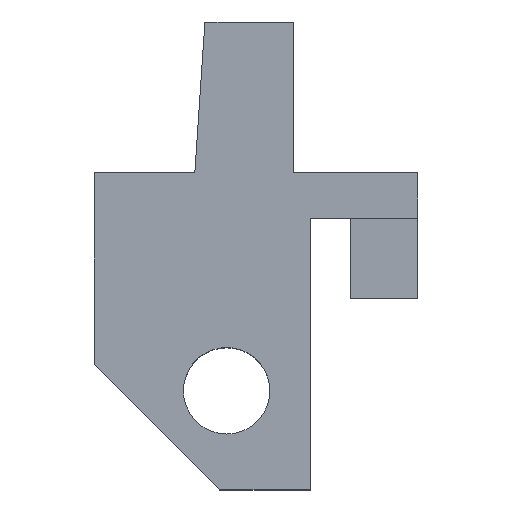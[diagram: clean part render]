
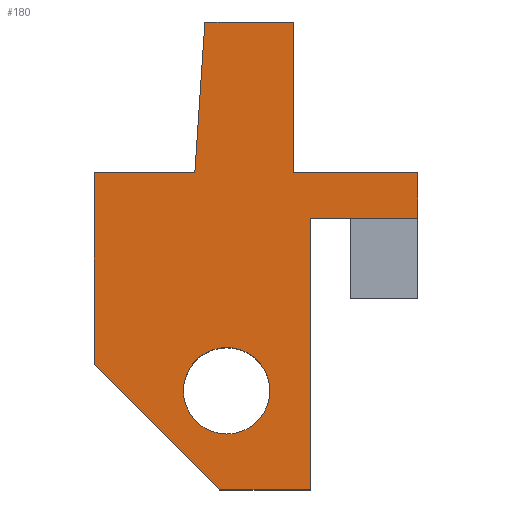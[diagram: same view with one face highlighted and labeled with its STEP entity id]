
A CAD part, top view. The second image highlights one B-rep face of the part: STEP entity #180.
In plain terms, the highlighted planar face has unit normal (0, 0, 1).
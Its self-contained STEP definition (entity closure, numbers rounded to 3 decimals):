
#57=PLANE('',#418);
#87=LINE('',#543,#132);
#91=LINE('',#551,#136);
#94=LINE('',#557,#139);
#97=LINE('',#563,#142);
#100=LINE('',#569,#145);
#103=LINE('',#575,#148);
#106=LINE('',#581,#151);
#109=LINE('',#587,#154);
#112=LINE('',#593,#157);
#115=LINE('',#599,#160);
#117=LINE('',#603,#162);
#132=VECTOR('',#449,1.);
#136=VECTOR('',#455,1.);
#139=VECTOR('',#460,1.);
#142=VECTOR('',#465,1.);
#145=VECTOR('',#470,1.);
#148=VECTOR('',#475,1.);
#151=VECTOR('',#480,1.);
#154=VECTOR('',#485,1.);
#157=VECTOR('',#490,1.);
#160=VECTOR('',#495,1.);
#162=VECTOR('',#501,1.);
#180=ADVANCED_FACE('',(#186,#187),#57,.T.);
#186=FACE_BOUND('',#207,.T.);
#187=FACE_BOUND('',#208,.T.);
#207=EDGE_LOOP('',(#291));
#208=EDGE_LOOP('',(#292,#293,#294,#295,#296,#297,#298,#299,#300,#301,#302));
#291=ORIENTED_EDGE('',*,*,#335,.F.);
#292=ORIENTED_EDGE('',*,*,#381,.F.);
#293=ORIENTED_EDGE('',*,*,#351,.F.);
#294=ORIENTED_EDGE('',*,*,#355,.F.);
#295=ORIENTED_EDGE('',*,*,#358,.F.);
#296=ORIENTED_EDGE('',*,*,#361,.F.);
#297=ORIENTED_EDGE('',*,*,#364,.F.);
#298=ORIENTED_EDGE('',*,*,#367,.F.);
#299=ORIENTED_EDGE('',*,*,#370,.F.);
#300=ORIENTED_EDGE('',*,*,#373,.F.);
#301=ORIENTED_EDGE('',*,*,#376,.F.);
#302=ORIENTED_EDGE('',*,*,#379,.F.);
#303=VERTEX_POINT('',#510);
#315=VERTEX_POINT('',#542);
#316=VERTEX_POINT('',#544);
#318=VERTEX_POINT('',#550);
#320=VERTEX_POINT('',#556);
#322=VERTEX_POINT('',#562);
#324=VERTEX_POINT('',#568);
#326=VERTEX_POINT('',#574);
#328=VERTEX_POINT('',#580);
#330=VERTEX_POINT('',#586);
#332=VERTEX_POINT('',#592);
#334=VERTEX_POINT('',#598);
#335=EDGE_CURVE('',#303,#303,#382,.T.);
#351=EDGE_CURVE('',#315,#316,#87,.T.);
#355=EDGE_CURVE('',#318,#315,#91,.T.);
#358=EDGE_CURVE('',#320,#318,#94,.T.);
#361=EDGE_CURVE('',#322,#320,#97,.T.);
#364=EDGE_CURVE('',#324,#322,#100,.T.);
#367=EDGE_CURVE('',#326,#324,#103,.T.);
#370=EDGE_CURVE('',#328,#326,#106,.T.);
#373=EDGE_CURVE('',#330,#328,#109,.T.);
#376=EDGE_CURVE('',#332,#330,#112,.T.);
#379=EDGE_CURVE('',#334,#332,#115,.T.);
#381=EDGE_CURVE('',#316,#334,#117,.T.);
#382=CIRCLE('',#399,1.29);
#399=AXIS2_PLACEMENT_3D('',#509,#421,#422);
#418=AXIS2_PLACEMENT_3D('',#605,#504,#505);
#421=DIRECTION('',(0.,0.,1.));
#422=DIRECTION('',(1.,0.,0.));
#449=DIRECTION('',(0.,-1.,0.));
#455=DIRECTION('',(1.,0.,0.));
#460=DIRECTION('',(0.,-1.,0.));
#465=DIRECTION('',(1.,0.,0.));
#470=DIRECTION('',(0.067,0.998,0.));
#475=DIRECTION('',(1.,0.,0.));
#480=DIRECTION('',(0.,1.,0.));
#485=DIRECTION('',(-0.707,0.707,0.));
#490=DIRECTION('',(-1.,0.,0.));
#495=DIRECTION('',(0.,-1.,0.));
#501=DIRECTION('',(-1.,0.,0.));
#504=DIRECTION('',(0.,0.,1.));
#505=DIRECTION('',(1.,0.,0.));
#509=CARTESIAN_POINT('',(3.95,-6.5,5.95));
#510=CARTESIAN_POINT('',(5.24,-6.5,5.95));
#542=CARTESIAN_POINT('',(9.65,0.,5.95));
#543=CARTESIAN_POINT('',(9.65,0.,5.95));
#544=CARTESIAN_POINT('',(9.65,-1.35,5.95));
#550=CARTESIAN_POINT('',(5.95,0.,5.95));
#551=CARTESIAN_POINT('',(5.95,0.,5.95));
#556=CARTESIAN_POINT('',(5.95,4.5,5.95));
#557=CARTESIAN_POINT('',(5.95,4.5,5.95));
#562=CARTESIAN_POINT('',(3.3,4.5,5.95));
#563=CARTESIAN_POINT('',(3.3,4.5,5.95));
#568=CARTESIAN_POINT('',(3.,0.,5.95));
#569=CARTESIAN_POINT('',(3.,0.,5.95));
#574=CARTESIAN_POINT('',(0.,0.,5.95));
#575=CARTESIAN_POINT('',(0.,0.,5.95));
#580=CARTESIAN_POINT('',(0.,-5.707,5.95));
#581=CARTESIAN_POINT('',(0.,-5.707,5.95));
#586=CARTESIAN_POINT('',(3.743,-9.45,5.95));
#587=CARTESIAN_POINT('',(3.743,-9.45,5.95));
#592=CARTESIAN_POINT('',(6.45,-9.45,5.95));
#593=CARTESIAN_POINT('',(6.45,-9.45,5.95));
#598=CARTESIAN_POINT('',(6.45,-1.35,5.95));
#599=CARTESIAN_POINT('',(6.45,-1.35,5.95));
#603=CARTESIAN_POINT('',(9.65,-1.35,5.95));
#605=CARTESIAN_POINT('',(-0.483,-10.148,5.95));
